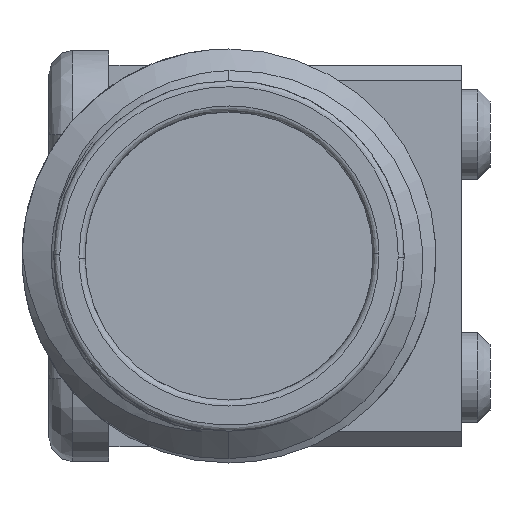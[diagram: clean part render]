
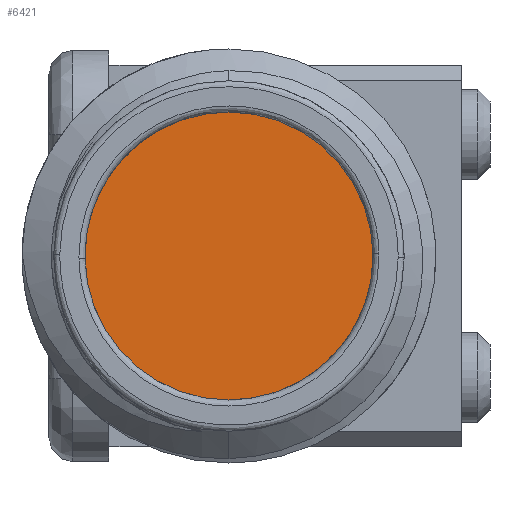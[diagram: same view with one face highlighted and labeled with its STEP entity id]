
A CAD part, left-side view. The second image highlights one B-rep face of the part: STEP entity #6421.
In plain terms, the highlighted planar face has unit normal (-1, 0, 0).
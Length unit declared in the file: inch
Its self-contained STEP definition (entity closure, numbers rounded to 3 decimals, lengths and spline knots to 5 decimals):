
#56 = VERTEX_POINT ( 'NONE', #7322 ) ;
#1337 = AXIS2_PLACEMENT_3D ( 'NONE', #1876, #5548, #6710 ) ;
#1530 = DIRECTION ( 'NONE',  ( 0., 0., 1. ) ) ;
#1754 = CARTESIAN_POINT ( 'NONE',  ( 0.12008, 0., 0.09449 ) ) ;
#1831 = PLANE ( 'NONE',  #4309 ) ;
#1876 = CARTESIAN_POINT ( 'NONE',  ( 0.12008, 0., 0. ) ) ;
#1919 = ORIENTED_EDGE ( 'NONE', *, *, #3139, .T. ) ;
#2498 = CARTESIAN_POINT ( 'NONE',  ( 0.12008, 0., 0. ) ) ;
#2664 = ORIENTED_EDGE ( 'NONE', *, *, #5037, .T. ) ;
#3139 = EDGE_CURVE ( 'NONE', #56, #7851, #4424, .T. ) ;
#3147 = AXIS2_PLACEMENT_3D ( 'NONE', #4802, #4580, #1530 ) ;
#4273 = DIRECTION ( 'NONE',  ( 0., 0., 1. ) ) ;
#4309 = AXIS2_PLACEMENT_3D ( 'NONE', #2498, #4908, #4273 ) ;
#4424 = CIRCLE ( 'NONE', #3147, 0.09449 ) ;
#4580 = DIRECTION ( 'NONE',  ( -1., 0., 0. ) ) ;
#4802 = CARTESIAN_POINT ( 'NONE',  ( 0.12008, 0., 0. ) ) ;
#4908 = DIRECTION ( 'NONE',  ( -1., 0., 0. ) ) ;
#5037 = EDGE_CURVE ( 'NONE', #7851, #56, #6943, .T. ) ;
#5157 = EDGE_LOOP ( 'NONE', ( #2664, #1919 ) ) ;
#5504 = FACE_OUTER_BOUND ( 'NONE', #5157, .T. ) ;
#5548 = DIRECTION ( 'NONE',  ( -1., 0., 0. ) ) ;
#6421 = ADVANCED_FACE ( 'NONE', ( #5504 ), #1831, .T. ) ;
#6710 = DIRECTION ( 'NONE',  ( 0., 0., 1. ) ) ;
#6943 = CIRCLE ( 'NONE', #1337, 0.09449 ) ;
#7322 = CARTESIAN_POINT ( 'NONE',  ( 0.12008, 0., -0.09449 ) ) ;
#7851 = VERTEX_POINT ( 'NONE', #1754 ) ;
